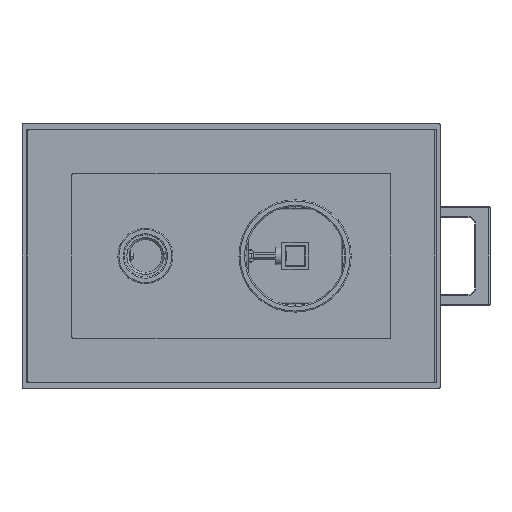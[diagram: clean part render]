
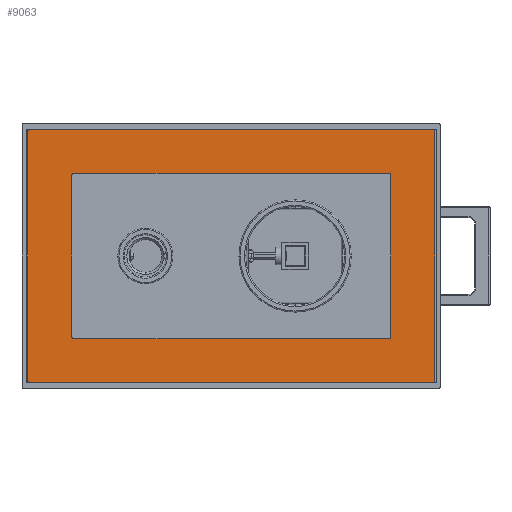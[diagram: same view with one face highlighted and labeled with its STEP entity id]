
A CAD part, left-side view. The second image highlights one B-rep face of the part: STEP entity #9063.
In plain terms, the highlighted face is planar.
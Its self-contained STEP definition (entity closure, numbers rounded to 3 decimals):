
#8570=CARTESIAN_POINT('',(-36.5,6.,-71.5));
#8571=DIRECTION('',(0.,-1.,0.));
#8572=DIRECTION('',(-1.,0.,0.));
#8573=AXIS2_PLACEMENT_3D('',#8570,#8571,#8572);
#8600=CARTESIAN_POINT('',(-36.5,6.,71.5));
#8601=DIRECTION('',(0.,-1.,0.));
#8602=DIRECTION('',(0.,0.,1.));
#8603=AXIS2_PLACEMENT_3D('',#8600,#8601,#8602);
#8630=CARTESIAN_POINT('',(36.5,6.,71.5));
#8631=DIRECTION('',(0.,-1.,0.));
#8632=DIRECTION('',(1.,0.,0.));
#8633=AXIS2_PLACEMENT_3D('',#8630,#8631,#8632);
#8660=CARTESIAN_POINT('',(36.5,6.,-71.5));
#8661=DIRECTION('',(0.,-1.,0.));
#8662=DIRECTION('',(0.,0.,-1.));
#8663=AXIS2_PLACEMENT_3D('',#8660,#8661,#8662);
#8668=DIRECTION('',(0.,0.,1.));
#8669=VECTOR('',#8668,143.);
#8670=CARTESIAN_POINT('',(37.5,6.,-71.5));
#8671=LINE('',#8670,#8669);
#8675=DIRECTION('',(1.,0.,0.));
#8676=VECTOR('',#8675,73.);
#8677=CARTESIAN_POINT('',(-36.5,6.,-72.5));
#8678=LINE('',#8677,#8676);
#8682=DIRECTION('',(0.,0.,-1.));
#8683=VECTOR('',#8682,143.);
#8684=CARTESIAN_POINT('',(-37.5,6.,71.5));
#8685=LINE('',#8684,#8683);
#8689=DIRECTION('',(-1.,0.,0.));
#8690=VECTOR('',#8689,73.);
#8691=CARTESIAN_POINT('',(36.5,6.,72.5));
#8692=LINE('',#8691,#8690);
#8696=CARTESIAN_POINT('',(56.5,6.,-91.5));
#8697=DIRECTION('',(0.,1.,0.));
#8698=DIRECTION('',(1.,0.,0.));
#8699=AXIS2_PLACEMENT_3D('',#8696,#8697,#8698);
#8704=DIRECTION('',(0.,0.,-1.));
#8705=VECTOR('',#8704,183.);
#8706=CARTESIAN_POINT('',(57.5,6.,91.5));
#8707=LINE('',#8706,#8705);
#8711=CARTESIAN_POINT('',(56.5,6.,91.5));
#8712=DIRECTION('',(0.,1.,0.));
#8713=DIRECTION('',(0.,0.,1.));
#8714=AXIS2_PLACEMENT_3D('',#8711,#8712,#8713);
#8719=DIRECTION('',(1.,0.,0.));
#8720=VECTOR('',#8719,113.);
#8721=CARTESIAN_POINT('',(-56.5,6.,92.5));
#8722=LINE('',#8721,#8720);
#8726=CARTESIAN_POINT('',(-56.5,6.,91.5));
#8727=DIRECTION('',(0.,1.,0.));
#8728=DIRECTION('',(-1.,0.,0.));
#8729=AXIS2_PLACEMENT_3D('',#8726,#8727,#8728);
#8734=DIRECTION('',(0.,0.,1.));
#8735=VECTOR('',#8734,183.);
#8736=CARTESIAN_POINT('',(-57.5,6.,-91.5));
#8737=LINE('',#8736,#8735);
#8741=CARTESIAN_POINT('',(-56.5,6.,-91.5));
#8742=DIRECTION('',(0.,1.,0.));
#8743=DIRECTION('',(0.,0.,-1.));
#8744=AXIS2_PLACEMENT_3D('',#8741,#8742,#8743);
#8749=DIRECTION('',(-1.,0.,0.));
#8750=VECTOR('',#8749,113.);
#8751=CARTESIAN_POINT('',(56.5,6.,-92.5));
#8752=LINE('',#8751,#8750);
#8813=CARTESIAN_POINT('',(-36.5,6.,-72.5));
#8815=VERTEX_POINT('',#8813);
#8817=CARTESIAN_POINT('',(-37.5,6.,-71.5));
#8819=VERTEX_POINT('',#8817);
#8821=CARTESIAN_POINT('',(37.5,6.,-71.5));
#8823=VERTEX_POINT('',#8821);
#8825=CARTESIAN_POINT('',(36.5,6.,-72.5));
#8827=VERTEX_POINT('',#8825);
#8829=CARTESIAN_POINT('',(36.5,6.,72.5));
#8831=VERTEX_POINT('',#8829);
#8833=CARTESIAN_POINT('',(37.5,6.,71.5));
#8835=VERTEX_POINT('',#8833);
#8837=CARTESIAN_POINT('',(-37.5,6.,71.5));
#8839=VERTEX_POINT('',#8837);
#8841=CARTESIAN_POINT('',(-36.5,6.,72.5));
#8843=VERTEX_POINT('',#8841);
#8848=CARTESIAN_POINT('',(57.5,6.,-91.5));
#8849=VERTEX_POINT('',#8848);
#8850=CARTESIAN_POINT('',(56.5,6.,-92.5));
#8851=VERTEX_POINT('',#8850);
#8856=CARTESIAN_POINT('',(-56.5,6.,-92.5));
#8857=VERTEX_POINT('',#8856);
#8858=CARTESIAN_POINT('',(-57.5,6.,-91.5));
#8859=VERTEX_POINT('',#8858);
#8864=CARTESIAN_POINT('',(-57.5,6.,91.5));
#8865=VERTEX_POINT('',#8864);
#8866=CARTESIAN_POINT('',(-56.5,6.,92.5));
#8867=VERTEX_POINT('',#8866);
#8872=CARTESIAN_POINT('',(56.5,6.,92.5));
#8873=VERTEX_POINT('',#8872);
#8874=CARTESIAN_POINT('',(57.5,6.,91.5));
#8875=VERTEX_POINT('',#8874);
#9030=CARTESIAN_POINT('',(0.,6.,0.));
#9031=DIRECTION('',(0.,1.,0.));
#9032=DIRECTION('',(1.,0.,0.));
#9033=AXIS2_PLACEMENT_3D('',#9030,#9031,#9032);
#9034=PLANE('',#9033);
#9036=ORIENTED_EDGE('',*,*,#9035,.F.);
#9038=ORIENTED_EDGE('',*,*,#9037,.F.);
#9040=ORIENTED_EDGE('',*,*,#9039,.F.);
#9042=ORIENTED_EDGE('',*,*,#9041,.F.);
#9044=ORIENTED_EDGE('',*,*,#9043,.F.);
#9046=ORIENTED_EDGE('',*,*,#9045,.F.);
#9048=ORIENTED_EDGE('',*,*,#9047,.F.);
#9050=ORIENTED_EDGE('',*,*,#9049,.F.);
#9051=EDGE_LOOP('',(#9036,#9038,#9040,#9042,#9044,#9046,#9048,#9050));
#9052=FACE_OUTER_BOUND('',#9051,.F.);
#9053=ORIENTED_EDGE('',*,*,#9010,.F.);
#9054=ORIENTED_EDGE('',*,*,#9025,.F.);
#9055=ORIENTED_EDGE('',*,*,#8925,.F.);
#9056=ORIENTED_EDGE('',*,*,#8942,.F.);
#9057=ORIENTED_EDGE('',*,*,#8956,.F.);
#9058=ORIENTED_EDGE('',*,*,#8970,.F.);
#9059=ORIENTED_EDGE('',*,*,#8982,.F.);
#9060=ORIENTED_EDGE('',*,*,#8998,.F.);
#9061=EDGE_LOOP('',(#9053,#9054,#9055,#9056,#9057,#9058,#9059,#9060));
#9062=FACE_BOUND('',#9061,.F.);
#9063=ADVANCED_FACE('',(#9052,#9062),#9034,.T.);
#8574=CIRCLE('',#8573,1.);
#8604=CIRCLE('',#8603,1.);
#8634=CIRCLE('',#8633,1.);
#8664=CIRCLE('',#8663,1.);
#8700=CIRCLE('',#8699,1.);
#8715=CIRCLE('',#8714,1.);
#8730=CIRCLE('',#8729,1.);
#8745=CIRCLE('',#8744,1.);
#8925=EDGE_CURVE('',#8815,#8827,#8678,.T.);
#8942=EDGE_CURVE('',#8819,#8815,#8574,.T.);
#8956=EDGE_CURVE('',#8839,#8819,#8685,.T.);
#8970=EDGE_CURVE('',#8843,#8839,#8604,.T.);
#8982=EDGE_CURVE('',#8831,#8843,#8692,.T.);
#8998=EDGE_CURVE('',#8835,#8831,#8634,.T.);
#9010=EDGE_CURVE('',#8823,#8835,#8671,.T.);
#9025=EDGE_CURVE('',#8827,#8823,#8664,.T.);
#9035=EDGE_CURVE('',#8849,#8851,#8700,.T.);
#9037=EDGE_CURVE('',#8875,#8849,#8707,.T.);
#9039=EDGE_CURVE('',#8873,#8875,#8715,.T.);
#9041=EDGE_CURVE('',#8867,#8873,#8722,.T.);
#9043=EDGE_CURVE('',#8865,#8867,#8730,.T.);
#9045=EDGE_CURVE('',#8859,#8865,#8737,.T.);
#9047=EDGE_CURVE('',#8857,#8859,#8745,.T.);
#9049=EDGE_CURVE('',#8851,#8857,#8752,.T.);
